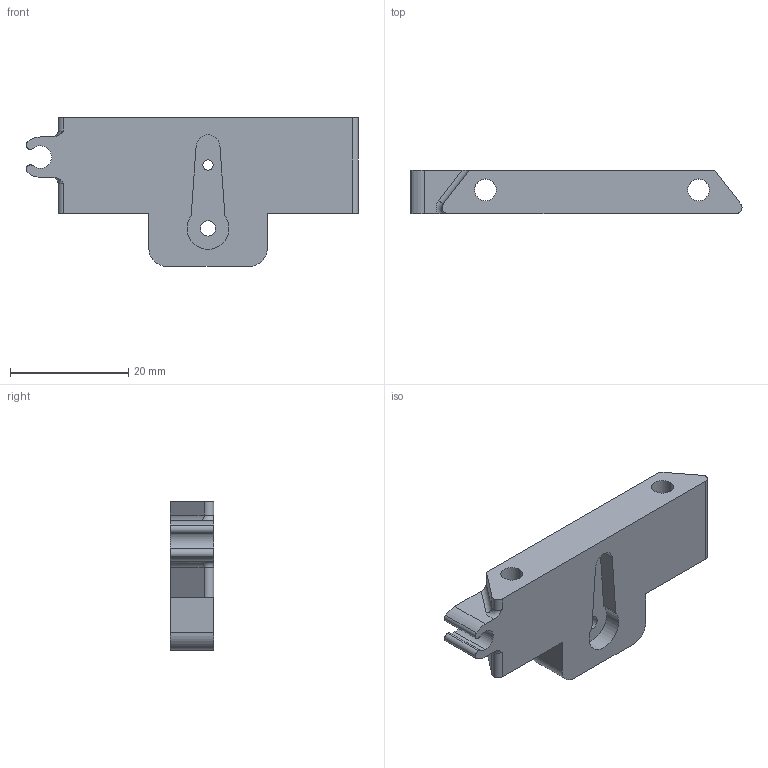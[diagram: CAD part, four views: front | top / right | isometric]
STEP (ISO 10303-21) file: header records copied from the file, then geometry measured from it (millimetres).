
FILE_DESCRIPTION (( 'STEP AP214' ), '1' );
FILE_NAME ('Mount_Lidar-Servo.STEP', '2022-08-21T22:54:18', ( '' ), ( '' ), 'SwSTEP 2.0', 'SolidWorks 2021', '' );
FILE_SCHEMA (( 'AUTOMOTIVE_DESIGN' ));
Length unit declared in the file: millimetre
Products named in the file (1): Mount_Lidar-Servo
Bounding box: 56.09 x 7.33 x 25.1 mm (x, y, z)
Volume: 6380.1 mm3; surface area: 3655.9 mm2
Topology: 1 solids, 1 shells, 49 faces, 133 edges, 88 vertices
Faces by surface type: cylinder 30, plane 17, torus 2
Entity records: 1633 total; most frequent: CARTESIAN_POINT 293, DIRECTION 289, ORIENTED_EDGE 266, EDGE_CURVE 133, AXIS2_PLACEMENT_3D 110, VERTEX_POINT 88, VECTOR 69, LINE 69
